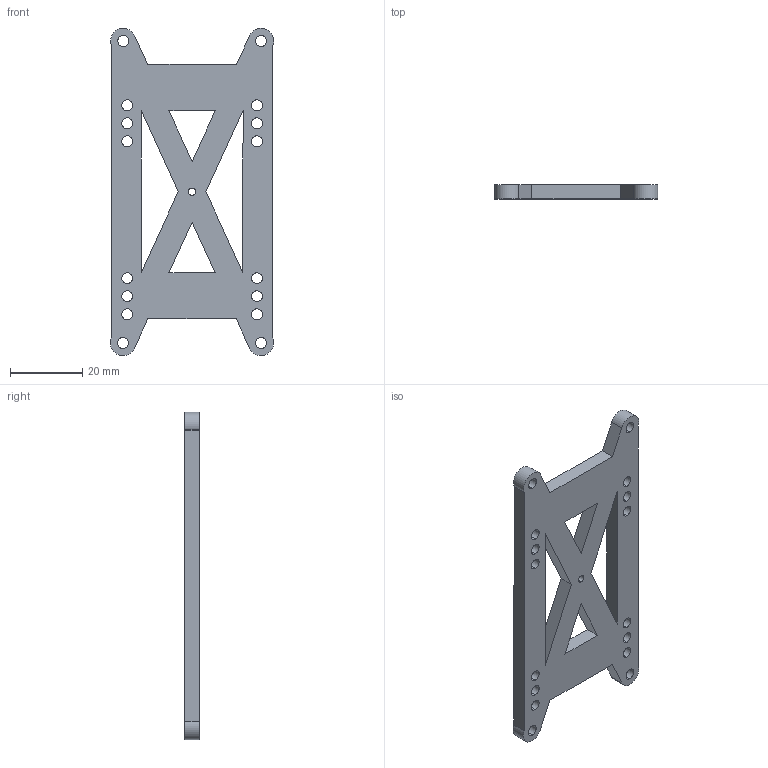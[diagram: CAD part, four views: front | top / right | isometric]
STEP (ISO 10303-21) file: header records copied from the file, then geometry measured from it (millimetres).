
FILE_DESCRIPTION (( 'STEP AP203' ), '1' );
FILE_NAME ('lidar mount.STEP', '2026-01-16T22:36:20', ( '' ), ( '' ), 'SwSTEP 2.0', 'SolidWorks 2025', '' );
FILE_SCHEMA (( 'CONFIG_CONTROL_DESIGN' ));
Length unit declared in the file: millimetre
Products named in the file (1): lidar mount
Bounding box: 45.35 x 4 x 90.86 mm (x, y, z)
Volume: 10804.6 mm3; surface area: 8307.5 mm2
Topology: 1 solids, 1 shells, 63 faces, 183 edges, 122 vertices
Faces by surface type: cylinder 40, plane 23
Entity records: 2278 total; most frequent: DIRECTION 391, CARTESIAN_POINT 369, ORIENTED_EDGE 366, EDGE_CURVE 183, AXIS2_PLACEMENT_3D 144, VERTEX_POINT 122, EDGE_LOOP 105, LINE 103
